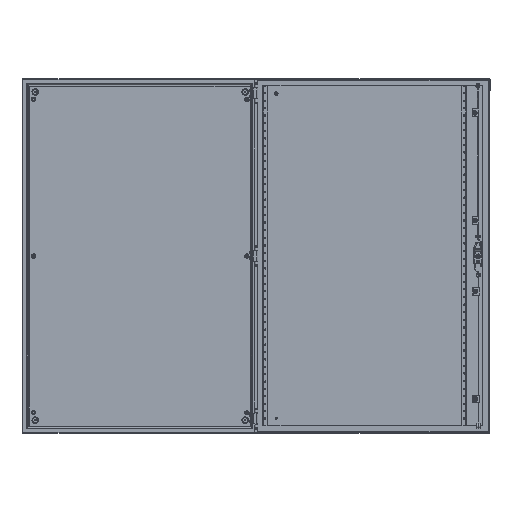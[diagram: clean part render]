
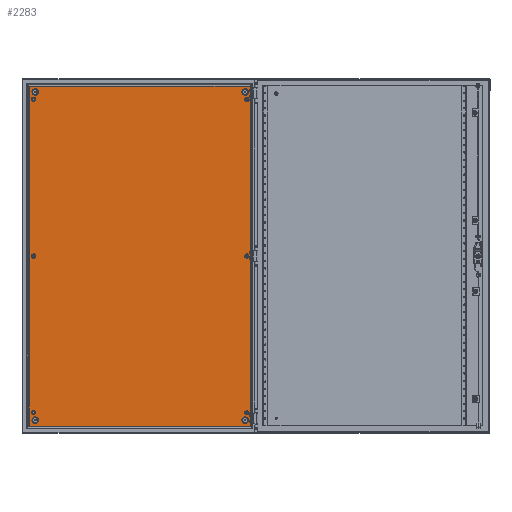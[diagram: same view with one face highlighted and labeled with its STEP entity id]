
A CAD part, top view. The second image highlights one B-rep face of the part: STEP entity #2283.
In plain terms, the highlighted planar face has unit normal (0, 0, 1).
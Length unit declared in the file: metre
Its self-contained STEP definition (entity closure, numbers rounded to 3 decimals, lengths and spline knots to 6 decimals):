
#2283=ADVANCED_FACE('57:5185',(#3997,#3998,#3999,#4000,#4001,#4002,#4003,#4004,#4005,#4006,#4007),#4008,.T.);
#3997=FACE_BOUND('',#9596,.T.);
#3998=FACE_BOUND('',#9597,.T.);
#3999=FACE_BOUND('',#9598,.T.);
#4000=FACE_BOUND('',#9599,.T.);
#4001=FACE_BOUND('',#9600,.T.);
#4002=FACE_BOUND('',#9601,.T.);
#4003=FACE_BOUND('',#9602,.T.);
#4004=FACE_BOUND('',#9603,.T.);
#4005=FACE_BOUND('',#9604,.T.);
#4006=FACE_BOUND('',#9605,.T.);
#4007=FACE_OUTER_BOUND('',#9606,.T.);
#4008=PLANE('',#9607);
#9596=EDGE_LOOP('',(#14800,#14801));
#9597=EDGE_LOOP('',(#14802,#14803));
#9598=EDGE_LOOP('',(#14804,#14805));
#9599=EDGE_LOOP('',(#14806,#14807));
#9600=EDGE_LOOP('',(#14808,#14809));
#9601=EDGE_LOOP('',(#14810,#14811));
#9602=EDGE_LOOP('',(#14812,#14813));
#9603=EDGE_LOOP('',(#14814,#14815));
#9604=EDGE_LOOP('',(#14816,#14817));
#9605=EDGE_LOOP('',(#14818,#14819));
#9606=EDGE_LOOP('',(#14820,#14821,#14822,#14823));
#9607=AXIS2_PLACEMENT_3D('',#14824,#14825,#14826);
#14800=ORIENTED_EDGE('',*,*,#23690,.F.);
#14801=ORIENTED_EDGE('',*,*,#23737,.F.);
#14802=ORIENTED_EDGE('',*,*,#23738,.F.);
#14803=ORIENTED_EDGE('',*,*,#23726,.F.);
#14804=ORIENTED_EDGE('',*,*,#23716,.F.);
#14805=ORIENTED_EDGE('',*,*,#23739,.F.);
#14806=ORIENTED_EDGE('',*,*,#23708,.F.);
#14807=ORIENTED_EDGE('',*,*,#23740,.F.);
#14808=ORIENTED_EDGE('',*,*,#23724,.F.);
#14809=ORIENTED_EDGE('',*,*,#23741,.F.);
#14810=ORIENTED_EDGE('',*,*,#23704,.F.);
#14811=ORIENTED_EDGE('',*,*,#23742,.F.);
#14812=ORIENTED_EDGE('',*,*,#23712,.F.);
#14813=ORIENTED_EDGE('',*,*,#23743,.F.);
#14814=ORIENTED_EDGE('',*,*,#23700,.F.);
#14815=ORIENTED_EDGE('',*,*,#23744,.F.);
#14816=ORIENTED_EDGE('',*,*,#23720,.F.);
#14817=ORIENTED_EDGE('',*,*,#23745,.F.);
#14818=ORIENTED_EDGE('',*,*,#23696,.F.);
#14819=ORIENTED_EDGE('',*,*,#23746,.F.);
#14820=ORIENTED_EDGE('',*,*,#23747,.F.);
#14821=ORIENTED_EDGE('',*,*,#23729,.F.);
#14822=ORIENTED_EDGE('',*,*,#23748,.F.);
#14823=ORIENTED_EDGE('',*,*,#23733,.F.);
#14824=CARTESIAN_POINT('',(0.0,0.0,0.0025));
#14825=DIRECTION('',(0.0,0.0,1.0));
#14826=DIRECTION('',(1.0,0.0,0.0));
#23690=EDGE_CURVE('57:5200',#27279,#27282,#27283,.T.);
#23696=EDGE_CURVE('55:1799',#27292,#27288,#27294,.T.);
#23700=EDGE_CURVE('55:1811',#27300,#27296,#27302,.T.);
#23704=EDGE_CURVE('55:1823',#27308,#27304,#27310,.T.);
#23708=EDGE_CURVE('55:1835',#27316,#27312,#27318,.T.);
#23712=EDGE_CURVE('55:1817',#27324,#27320,#27326,.T.);
#23716=EDGE_CURVE('55:1841',#27332,#27328,#27334,.T.);
#23720=EDGE_CURVE('55:1805',#27340,#27336,#27342,.T.);
#23724=EDGE_CURVE('55:1829',#27348,#27344,#27350,.T.);
#23726=EDGE_CURVE('57:5197',#27351,#27354,#27355,.T.);
#23729=EDGE_CURVE('55:1793',#27359,#27360,#27361,.T.);
#23733=EDGE_CURVE('55:1775',#27367,#27368,#27369,.T.);
#23737=EDGE_CURVE('57:5200',#27282,#27279,#27375,.T.);
#23738=EDGE_CURVE('57:5197',#27354,#27351,#27376,.T.);
#23739=EDGE_CURVE('55:1841',#27328,#27332,#27377,.T.);
#23740=EDGE_CURVE('55:1835',#27312,#27316,#27378,.T.);
#23741=EDGE_CURVE('55:1829',#27344,#27348,#27379,.T.);
#23742=EDGE_CURVE('55:1823',#27304,#27308,#27380,.T.);
#23743=EDGE_CURVE('55:1817',#27320,#27324,#27381,.T.);
#23744=EDGE_CURVE('55:1811',#27296,#27300,#27382,.T.);
#23745=EDGE_CURVE('55:1805',#27336,#27340,#27383,.T.);
#23746=EDGE_CURVE('55:1799',#27288,#27292,#27384,.T.);
#23747=EDGE_CURVE('55:1763',#27360,#27367,#27385,.T.);
#23748=EDGE_CURVE('55:1784',#27368,#27359,#27386,.T.);
#27279=VERTEX_POINT('',#33043);
#27282=VERTEX_POINT('',#33047);
#27283=CIRCLE('',#33048,0.005);
#27288=VERTEX_POINT('',#33054);
#27292=VERTEX_POINT('',#33059);
#27294=CIRCLE('',#33062,0.01125);
#27296=VERTEX_POINT('',#33064);
#27300=VERTEX_POINT('',#33069);
#27302=CIRCLE('',#33072,0.01125);
#27304=VERTEX_POINT('',#33074);
#27308=VERTEX_POINT('',#33079);
#27310=CIRCLE('',#33082,0.005);
#27312=VERTEX_POINT('',#33084);
#27316=VERTEX_POINT('',#33089);
#27318=CIRCLE('',#33092,0.005);
#27320=VERTEX_POINT('',#33094);
#27324=VERTEX_POINT('',#33099);
#27326=CIRCLE('',#33102,0.01125);
#27328=VERTEX_POINT('',#33104);
#27332=VERTEX_POINT('',#33109);
#27334=CIRCLE('',#33112,0.005);
#27336=VERTEX_POINT('',#33114);
#27340=VERTEX_POINT('',#33119);
#27342=CIRCLE('',#33122,0.01125);
#27344=VERTEX_POINT('',#33124);
#27348=VERTEX_POINT('',#33129);
#27350=CIRCLE('',#33132,0.005);
#27351=VERTEX_POINT('',#33133);
#27354=VERTEX_POINT('',#33137);
#27355=CIRCLE('',#33138,0.005);
#27359=VERTEX_POINT('',#33143);
#27360=VERTEX_POINT('',#33144);
#27361=LINE('',#33145,#33146);
#27367=VERTEX_POINT('',#33155);
#27368=VERTEX_POINT('',#33156);
#27369=LINE('',#33157,#33158);
#27375=CIRCLE('',#33167,0.005);
#27376=CIRCLE('',#33168,0.005);
#27377=CIRCLE('',#33169,0.005);
#27378=CIRCLE('',#33170,0.005);
#27379=CIRCLE('',#33171,0.005);
#27380=CIRCLE('',#33172,0.005);
#27381=CIRCLE('',#33173,0.01125);
#27382=CIRCLE('',#33174,0.01125);
#27383=CIRCLE('',#33175,0.01125);
#27384=CIRCLE('',#33176,0.01125);
#27385=LINE('',#33177,#33178);
#27386=LINE('',#33179,#33180);
#33043=CARTESIAN_POINT('',(-0.205,0.356,0.0025));
#33047=CARTESIAN_POINT('',(-0.195,0.356,0.0025));
#33048=AXIS2_PLACEMENT_3D('',#45352,#45353,#45354);
#33054=CARTESIAN_POINT('',(-0.18275,-0.199,0.0025));
#33059=CARTESIAN_POINT('',(-0.20525,-0.199,0.0025));
#33062=AXIS2_PLACEMENT_3D('',#45364,#45365,#45366);
#33064=CARTESIAN_POINT('',(-0.18275,0.911,0.0025));
#33069=CARTESIAN_POINT('',(-0.20525,0.911,0.0025));
#33072=AXIS2_PLACEMENT_3D('',#45372,#45373,#45374);
#33074=CARTESIAN_POINT('',(-0.195,-0.174,0.0025));
#33079=CARTESIAN_POINT('',(-0.205,-0.174,0.0025));
#33082=AXIS2_PLACEMENT_3D('',#45380,#45381,#45382);
#33084=CARTESIAN_POINT('',(-0.195,0.886,0.0025));
#33089=CARTESIAN_POINT('',(-0.205,0.886,0.0025));
#33092=AXIS2_PLACEMENT_3D('',#45388,#45389,#45390);
#33094=CARTESIAN_POINT('',(0.50475,0.911,0.0025));
#33099=CARTESIAN_POINT('',(0.52725,0.911,0.0025));
#33102=AXIS2_PLACEMENT_3D('',#45396,#45397,#45398);
#33104=CARTESIAN_POINT('',(0.517,0.886,0.0025));
#33109=CARTESIAN_POINT('',(0.527,0.886,0.0025));
#33112=AXIS2_PLACEMENT_3D('',#45404,#45405,#45406);
#33114=CARTESIAN_POINT('',(0.50475,-0.199,0.0025));
#33119=CARTESIAN_POINT('',(0.52725,-0.199,0.0025));
#33122=AXIS2_PLACEMENT_3D('',#45412,#45413,#45414);
#33124=CARTESIAN_POINT('',(0.517,-0.174,0.0025));
#33129=CARTESIAN_POINT('',(0.527,-0.174,0.0025));
#33132=AXIS2_PLACEMENT_3D('',#45420,#45421,#45422);
#33133=CARTESIAN_POINT('',(0.517,0.356,0.0025));
#33137=CARTESIAN_POINT('',(0.527,0.356,0.0025));
#33138=AXIS2_PLACEMENT_3D('',#45424,#45425,#45426);
#33143=CARTESIAN_POINT('',(0.536,-0.219,0.0025));
#33144=CARTESIAN_POINT('',(-0.214,-0.219,0.0025));
#33145=CARTESIAN_POINT('',(0.1305,-0.219,0.0025));
#33146=VECTOR('',#45431,1.0);
#33155=CARTESIAN_POINT('',(-0.214,0.931,0.0025));
#33156=CARTESIAN_POINT('',(0.536,0.931,0.0025));
#33157=CARTESIAN_POINT('',(0.1305,0.931,0.0025));
#33158=VECTOR('',#45435,1.0);
#33167=AXIS2_PLACEMENT_3D('',#45439,#45440,#45441);
#33168=AXIS2_PLACEMENT_3D('',#45442,#45443,#45444);
#33169=AXIS2_PLACEMENT_3D('',#45445,#45446,#45447);
#33170=AXIS2_PLACEMENT_3D('',#45448,#45449,#45450);
#33171=AXIS2_PLACEMENT_3D('',#45451,#45452,#45453);
#33172=AXIS2_PLACEMENT_3D('',#45454,#45455,#45456);
#33173=AXIS2_PLACEMENT_3D('',#45457,#45458,#45459);
#33174=AXIS2_PLACEMENT_3D('',#45460,#45461,#45462);
#33175=AXIS2_PLACEMENT_3D('',#45463,#45464,#45465);
#33176=AXIS2_PLACEMENT_3D('',#45466,#45467,#45468);
#33177=CARTESIAN_POINT('',(-0.214,0.178,0.0025));
#33178=VECTOR('',#45469,1.0);
#33179=CARTESIAN_POINT('',(0.536,-0.019,0.0025));
#33180=VECTOR('',#45470,1.0);
#45352=CARTESIAN_POINT('',(-0.2,0.356,0.0025));
#45353=DIRECTION('',(0.0,0.0,1.0));
#45354=DIRECTION('',(1.0,0.0,0.0));
#45364=CARTESIAN_POINT('',(-0.194,-0.199,0.0025));
#45365=DIRECTION('',(0.0,0.0,1.0));
#45366=DIRECTION('',(1.0,0.0,0.0));
#45372=CARTESIAN_POINT('',(-0.194,0.911,0.0025));
#45373=DIRECTION('',(0.0,-0.0,1.0));
#45374=DIRECTION('',(1.0,0.,0.0));
#45380=CARTESIAN_POINT('',(-0.2,-0.174,0.0025));
#45381=DIRECTION('',(0.0,0.0,1.0));
#45382=DIRECTION('',(1.0,0.0,0.0));
#45388=CARTESIAN_POINT('',(-0.2,0.886,0.0025));
#45389=DIRECTION('',(0.0,-0.0,1.0));
#45390=DIRECTION('',(1.0,0.,0.0));
#45396=CARTESIAN_POINT('',(0.516,0.911,0.0025));
#45397=DIRECTION('',(0.0,0.0,1.0));
#45398=DIRECTION('',(-1.0,0.,0.0));
#45404=CARTESIAN_POINT('',(0.522,0.886,0.0025));
#45405=DIRECTION('',(0.0,0.0,1.0));
#45406=DIRECTION('',(-1.0,0.,0.0));
#45412=CARTESIAN_POINT('',(0.516,-0.199,0.0025));
#45413=DIRECTION('',(0.0,0.0,1.0));
#45414=DIRECTION('',(-1.0,0.0,0.0));
#45420=CARTESIAN_POINT('',(0.522,-0.174,0.0025));
#45421=DIRECTION('',(0.0,0.0,1.0));
#45422=DIRECTION('',(-1.0,0.0,0.0));
#45424=CARTESIAN_POINT('',(0.522,0.356,0.0025));
#45425=DIRECTION('',(0.0,0.0,1.0));
#45426=DIRECTION('',(1.0,0.0,-0.0));
#45431=DIRECTION('',(-1.0,0.0,0.0));
#45435=DIRECTION('',(1.0,0.,-0.0));
#45439=CARTESIAN_POINT('',(-0.2,0.356,0.0025));
#45440=DIRECTION('',(0.0,0.0,1.0));
#45441=DIRECTION('',(1.0,0.0,0.0));
#45442=CARTESIAN_POINT('',(0.522,0.356,0.0025));
#45443=DIRECTION('',(0.0,0.0,1.0));
#45444=DIRECTION('',(1.0,0.0,-0.0));
#45445=CARTESIAN_POINT('',(0.522,0.886,0.0025));
#45446=DIRECTION('',(0.0,0.0,1.0));
#45447=DIRECTION('',(-1.0,0.,0.0));
#45448=CARTESIAN_POINT('',(-0.2,0.886,0.0025));
#45449=DIRECTION('',(0.0,-0.0,1.0));
#45450=DIRECTION('',(1.0,0.,0.0));
#45451=CARTESIAN_POINT('',(0.522,-0.174,0.0025));
#45452=DIRECTION('',(0.0,0.0,1.0));
#45453=DIRECTION('',(-1.0,0.0,0.0));
#45454=CARTESIAN_POINT('',(-0.2,-0.174,0.0025));
#45455=DIRECTION('',(0.0,0.0,1.0));
#45456=DIRECTION('',(1.0,0.0,0.0));
#45457=CARTESIAN_POINT('',(0.516,0.911,0.0025));
#45458=DIRECTION('',(0.0,0.0,1.0));
#45459=DIRECTION('',(-1.0,0.,0.0));
#45460=CARTESIAN_POINT('',(-0.194,0.911,0.0025));
#45461=DIRECTION('',(0.0,-0.0,1.0));
#45462=DIRECTION('',(1.0,0.,0.0));
#45463=CARTESIAN_POINT('',(0.516,-0.199,0.0025));
#45464=DIRECTION('',(0.0,0.0,1.0));
#45465=DIRECTION('',(-1.0,0.0,0.0));
#45466=CARTESIAN_POINT('',(-0.194,-0.199,0.0025));
#45467=DIRECTION('',(0.0,0.0,1.0));
#45468=DIRECTION('',(1.0,0.0,0.0));
#45469=DIRECTION('',(0.0,1.0,-0.0));
#45470=DIRECTION('',(-0.0,-1.0,-0.0));
